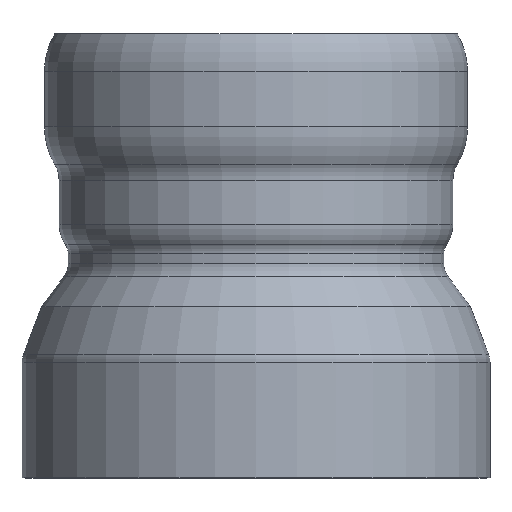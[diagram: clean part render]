
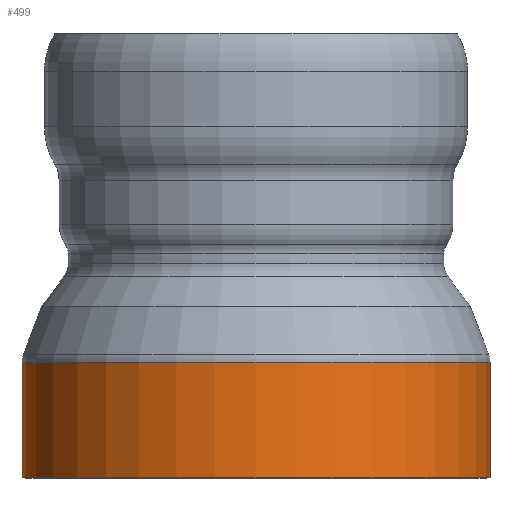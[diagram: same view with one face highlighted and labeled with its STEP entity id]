
A CAD part, front view. The second image highlights one B-rep face of the part: STEP entity #499.
In plain terms, the highlighted cylindrical face has radius 1365 mm (diameter 2730 mm), a full revolution.
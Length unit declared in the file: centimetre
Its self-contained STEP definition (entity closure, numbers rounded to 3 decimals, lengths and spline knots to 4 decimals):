
#36=CYLINDRICAL_SURFACE('',#586,136.5);
#46=LINE('',#934,#58);
#58=VECTOR('',#771,136.5);
#89=FACE_OUTER_BOUND('',#121,.T.);
#121=EDGE_LOOP('',(#432,#433,#434,#435,#436));
#181=CIRCLE('',#584,136.5);
#182=CIRCLE('',#585,136.5);
#183=CIRCLE('',#587,136.5);
#230=VERTEX_POINT('',#926);
#231=VERTEX_POINT('',#928);
#232=VERTEX_POINT('',#932);
#299=EDGE_CURVE('',#230,#231,#181,.T.);
#300=EDGE_CURVE('',#231,#230,#182,.T.);
#301=EDGE_CURVE('',#232,#232,#183,.T.);
#302=EDGE_CURVE('',#232,#231,#46,.T.);
#432=ORIENTED_EDGE('',*,*,#301,.F.);
#433=ORIENTED_EDGE('',*,*,#302,.T.);
#434=ORIENTED_EDGE('',*,*,#299,.F.);
#435=ORIENTED_EDGE('',*,*,#300,.F.);
#436=ORIENTED_EDGE('',*,*,#302,.F.);
#499=ADVANCED_FACE('',(#89),#36,.T.);
#584=AXIS2_PLACEMENT_3D('',#929,#763,#764);
#585=AXIS2_PLACEMENT_3D('',#930,#765,#766);
#586=AXIS2_PLACEMENT_3D('',#931,#767,#768);
#587=AXIS2_PLACEMENT_3D('',#933,#769,#770);
#763=DIRECTION('center_axis',(0.,0.,1.));
#764=DIRECTION('ref_axis',(-1.,0.,0.));
#765=DIRECTION('center_axis',(0.,0.,1.));
#766=DIRECTION('ref_axis',(-1.,0.,0.));
#767=DIRECTION('center_axis',(0.,0.,-1.));
#768=DIRECTION('ref_axis',(0.,1.,0.));
#769=DIRECTION('center_axis',(0.,0.,
-1.));
#770=DIRECTION('ref_axis',(0.,-1.,0.));
#771=DIRECTION('',(0.,0.,1.));
#926=CARTESIAN_POINT('',(0.,136.5,67.5937));
#928=CARTESIAN_POINT('',(0.,-136.5,67.5937));
#929=CARTESIAN_POINT('Origin',(0.,0.,67.5937));
#930=CARTESIAN_POINT('Origin',(0.,0.,67.5937));
#931=CARTESIAN_POINT('Origin',(0.,0.,70.));
#932=CARTESIAN_POINT('',(0.,-136.5,0.));
#933=CARTESIAN_POINT('Origin',(0.,0.,0.));
#934=CARTESIAN_POINT('',(0.,-136.5,70.));
